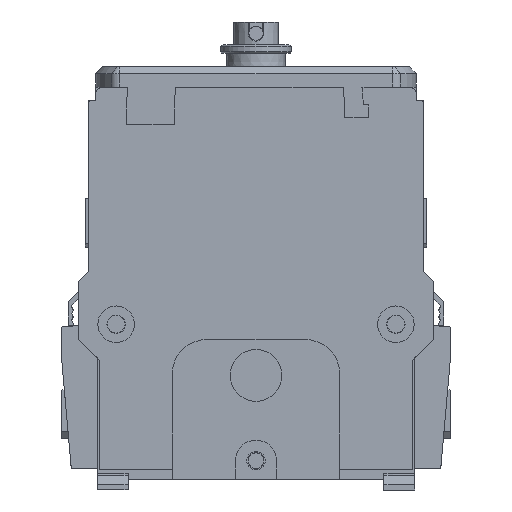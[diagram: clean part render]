
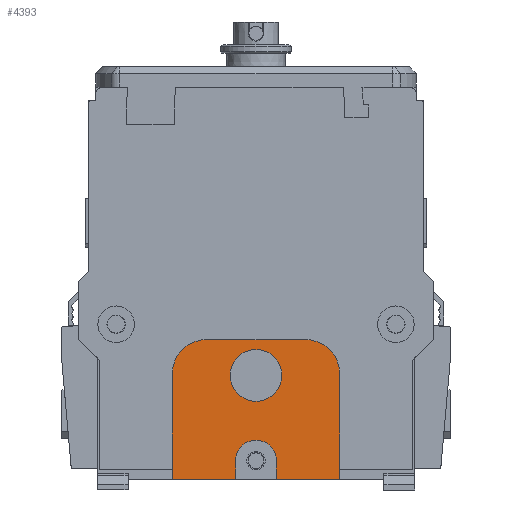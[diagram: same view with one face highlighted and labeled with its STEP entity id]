
A CAD part, front view. The second image highlights one B-rep face of the part: STEP entity #4393.
In plain terms, the highlighted planar face has unit normal (0, -1, 0).
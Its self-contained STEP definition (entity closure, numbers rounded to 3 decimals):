
#4393=ADVANCED_FACE('',(#6933,#6934),#6198,.F.);
#6198=PLANE('',#48309);
#6933=FACE_BOUND('',#8738,.T.);
#6934=FACE_BOUND('',#8739,.T.);
#8738=EDGE_LOOP('',(#18504,#18505,#18506,#18507,#18508,#18509,#18510,#18511,
#18512,#18513,#18514,#18515));
#8739=EDGE_LOOP('',(#18516));
#10032=CIRCLE('',#48283,7.6);
#10035=CIRCLE('',#48306,10.);
#10036=CIRCLE('',#48307,10.);
#10037=CIRCLE('',#48308,6.);
#18504=ORIENTED_EDGE('',*,*,#32587,.T.);
#18505=ORIENTED_EDGE('',*,*,#32588,.T.);
#18506=ORIENTED_EDGE('',*,*,#32580,.T.);
#18507=ORIENTED_EDGE('',*,*,#32589,.T.);
#18508=ORIENTED_EDGE('',*,*,#32590,.F.);
#18509=ORIENTED_EDGE('',*,*,#32591,.T.);
#18510=ORIENTED_EDGE('',*,*,#32592,.F.);
#18511=ORIENTED_EDGE('',*,*,#32593,.T.);
#18512=ORIENTED_EDGE('',*,*,#32594,.T.);
#18513=ORIENTED_EDGE('',*,*,#32595,.T.);
#18514=ORIENTED_EDGE('',*,*,#32596,.T.);
#18515=ORIENTED_EDGE('',*,*,#32597,.T.);
#18516=ORIENTED_EDGE('',*,*,#32498,.T.);
#25986=VERTEX_POINT('',#73747);
#26058=VERTEX_POINT('',#73917);
#26059=VERTEX_POINT('',#73919);
#26065=VERTEX_POINT('',#73939);
#26066=VERTEX_POINT('',#73940);
#26067=VERTEX_POINT('',#73943);
#26068=VERTEX_POINT('',#73945);
#26069=VERTEX_POINT('',#73947);
#26070=VERTEX_POINT('',#73949);
#26071=VERTEX_POINT('',#73951);
#26072=VERTEX_POINT('',#73953);
#26073=VERTEX_POINT('',#73955);
#26074=VERTEX_POINT('',#73957);
#32498=EDGE_CURVE('',#25986,#25986,#10032,.T.);
#32580=EDGE_CURVE('',#26059,#26058,#39004,.T.);
#32587=EDGE_CURVE('',#26065,#26066,#39007,.T.);
#32588=EDGE_CURVE('',#26066,#26059,#39008,.T.);
#32589=EDGE_CURVE('',#26058,#26067,#39009,.T.);
#32590=EDGE_CURVE('',#26068,#26067,#10035,.T.);
#32591=EDGE_CURVE('',#26068,#26069,#39010,.T.);
#32592=EDGE_CURVE('',#26070,#26069,#10036,.T.);
#32593=EDGE_CURVE('',#26070,#26071,#39011,.T.);
#32594=EDGE_CURVE('',#26071,#26072,#39012,.T.);
#32595=EDGE_CURVE('',#26072,#26073,#39013,.T.);
#32596=EDGE_CURVE('',#26073,#26074,#39014,.T.);
#32597=EDGE_CURVE('',#26074,#26065,#10037,.T.);
#39004=LINE('',#73918,#44859);
#39007=LINE('',#73938,#44862);
#39008=LINE('',#73941,#44863);
#39009=LINE('',#73942,#44864);
#39010=LINE('',#73946,#44865);
#39011=LINE('',#73950,#44866);
#39012=LINE('',#73952,#44867);
#39013=LINE('',#73954,#44868);
#39014=LINE('',#73956,#44869);
#44859=VECTOR('',#57550,1.);
#44862=VECTOR('',#57563,1.);
#44863=VECTOR('',#57564,1.);
#44864=VECTOR('',#57565,1.);
#44865=VECTOR('',#57568,1.);
#44866=VECTOR('',#57571,1.);
#44867=VECTOR('',#57572,1.);
#44868=VECTOR('',#57573,1.);
#44869=VECTOR('',#57574,1.);
#48283=AXIS2_PLACEMENT_3D('',#73746,#57433,#57434);
#48306=AXIS2_PLACEMENT_3D('',#73944,#57566,#57567);
#48307=AXIS2_PLACEMENT_3D('',#73948,#57569,#57570);
#48308=AXIS2_PLACEMENT_3D('',#73958,#57575,#57576);
#48309=AXIS2_PLACEMENT_3D('',#73959,#57577,#57578);
#57433=DIRECTION('',(0.,1.,0.));
#57434=DIRECTION('',(-1.,0.,0.));
#57550=DIRECTION('',(0.,0.,1.));
#57563=DIRECTION('',(0.,0.,-1.));
#57564=DIRECTION('',(1.,0.,0.));
#57565=DIRECTION('',(0.,0.,1.));
#57566=DIRECTION('',(0.,1.,0.));
#57567=DIRECTION('',(0.707,0.,0.707));
#57568=DIRECTION('',(-1.,0.,0.));
#57569=DIRECTION('',(0.,1.,0.));
#57570=DIRECTION('',(-0.707,0.,0.707));
#57571=DIRECTION('',(0.,0.,-1.));
#57572=DIRECTION('',(0.,0.,-1.));
#57573=DIRECTION('',(1.,0.,0.));
#57574=DIRECTION('',(0.,0.,1.));
#57575=DIRECTION('',(0.,1.,0.));
#57576=DIRECTION('',(-1.,0.,0.));
#57577=DIRECTION('',(0.,1.,0.));
#57578=DIRECTION('',(-1.,0.,0.));
#73746=CARTESIAN_POINT('',(0.,-93.,0.));
#73747=CARTESIAN_POINT('',(7.6,-93.,0.));
#73917=CARTESIAN_POINT('',(24.5,-93.,-27.5));
#73918=CARTESIAN_POINT('',(24.5,-93.,4.));
#73919=CARTESIAN_POINT('',(24.5,-93.,-30.5));
#73938=CARTESIAN_POINT('',(6.,-93.,-13.75));
#73939=CARTESIAN_POINT('',(6.,-93.,-25.));
#73940=CARTESIAN_POINT('',(6.,-93.,-30.5));
#73941=CARTESIAN_POINT('',(-46.5,-93.,-30.5));
#73942=CARTESIAN_POINT('',(24.5,-93.,4.));
#73943=CARTESIAN_POINT('',(24.5,-93.,0.5));
#73944=CARTESIAN_POINT('',(14.5,-93.,0.5));
#73945=CARTESIAN_POINT('',(14.5,-93.,10.5));
#73946=CARTESIAN_POINT('',(-12.25,-93.,10.5));
#73947=CARTESIAN_POINT('',(-14.5,-93.,10.5));
#73948=CARTESIAN_POINT('',(-14.5,-93.,0.5));
#73949=CARTESIAN_POINT('',(-24.5,-93.,0.5));
#73950=CARTESIAN_POINT('',(-24.5,-93.,-16.5));
#73951=CARTESIAN_POINT('',(-24.5,-93.,-27.5));
#73952=CARTESIAN_POINT('',(-24.5,-93.,-16.5));
#73953=CARTESIAN_POINT('',(-24.5,-93.,-30.5));
#73954=CARTESIAN_POINT('',(-46.5,-93.,-30.5));
#73955=CARTESIAN_POINT('',(-6.,-93.,-30.5));
#73956=CARTESIAN_POINT('',(-6.,-93.,-16.5));
#73957=CARTESIAN_POINT('',(-6.,-93.,-25.));
#73958=CARTESIAN_POINT('',(0.,-93.,-25.));
#73959=CARTESIAN_POINT('',(0.,-93.,-2.5));
